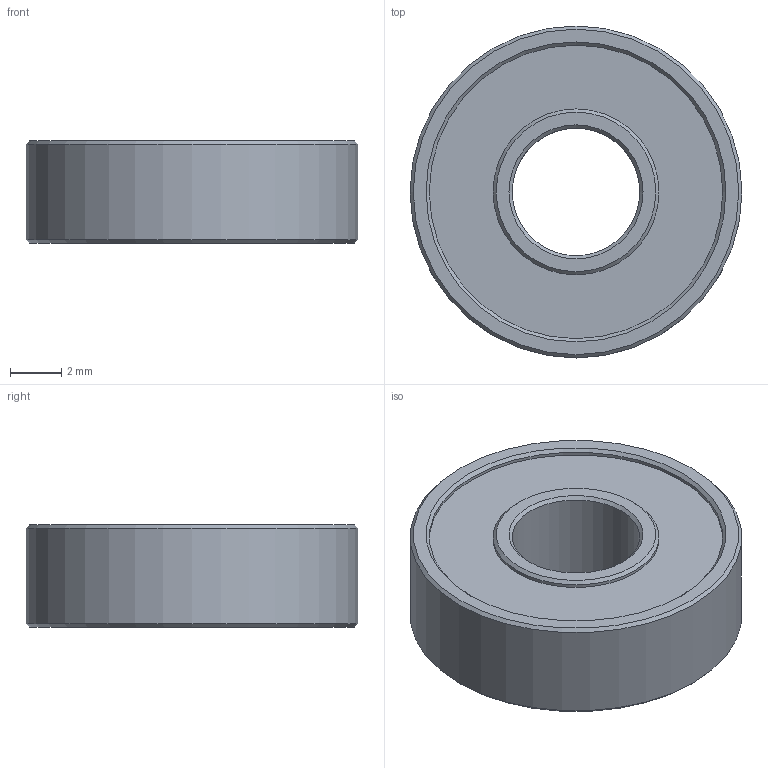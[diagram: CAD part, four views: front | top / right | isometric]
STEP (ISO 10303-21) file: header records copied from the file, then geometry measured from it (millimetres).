
FILE_DESCRIPTION(/* description */ (''),/* implementation_level */ '2;1');
FILE_NAME(/* name */ 'HW2948WC-Ball Bearing - 695ZZ.step',/* time_stamp */ '2022-09-16T14:55:54+01:00',/* author */ (''),/* organization */ (''),/* preprocessor_version */ 'ST-DEVELOPER v19',/* originating_system */ 'Autodesk Translation Framework v11.7.0.108',/* authorisation */ '');
FILE_SCHEMA (('AUTOMOTIVE_DESIGN { 1 0 10303 214 3 1 1 }'));
Length unit declared in the file: millimetre
Products named in the file (1): HW2948WC
Bounding box: 13 x 13 x 4 mm (x, y, z)
Volume: 415.3 mm3; surface area: 464.1 mm2
Topology: 1 solids, 1 shells, 20 faces, 34 edges, 20 vertices
Faces by surface type: cone 8, plane 6, cylinder 6
Full cylindrical faces by diameter (mm): 5 x1, 6.5 x2, 11.5 x2, 13 x1
Entity records: 520 total; most frequent: DIRECTION 96, CARTESIAN_POINT 75, ORIENTED_EDGE 68, AXIS2_PLACEMENT_3D 41, EDGE_CURVE 34, EDGE_LOOP 26, FACE_OUTER_BOUND 20, CIRCLE 20
